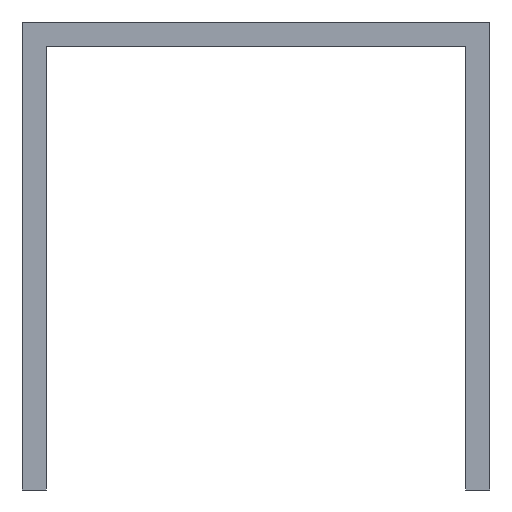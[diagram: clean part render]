
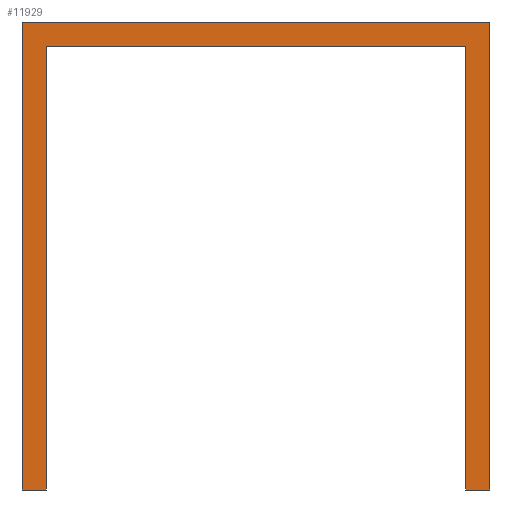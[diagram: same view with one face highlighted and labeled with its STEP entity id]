
A CAD part, front view. The second image highlights one B-rep face of the part: STEP entity #11929.
In plain terms, the highlighted planar face has unit normal (0, -1, 0).
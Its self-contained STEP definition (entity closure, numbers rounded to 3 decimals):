
#438=PLANE('',#13174);
#913=FACE_OUTER_BOUND('',#1904,.T.);
#1904=EDGE_LOOP('',(#9992,#9993,#9994,#9995,#9996,#9997,#9998,#9999));
#2508=LINE('',#18361,#3579);
#2592=LINE('',#18603,#3663);
#2676=LINE('',#18844,#3747);
#2759=LINE('',#19083,#3830);
#2876=LINE('',#19373,#3947);
#2959=LINE('',#19612,#4030);
#3110=LINE('',#19952,#4181);
#3112=LINE('',#19955,#4183);
#3579=VECTOR('',#14826,1000.);
#3663=VECTOR('',#15014,1000.);
#3747=VECTOR('',#15202,1000.);
#3830=VECTOR('',#15389,1000.);
#3947=VECTOR('',#15644,1000.);
#4030=VECTOR('',#15831,1000.);
#4181=VECTOR('',#16154,1000.);
#4183=VECTOR('',#16158,1000.);
#5565=VERTEX_POINT('',#18359);
#5566=VERTEX_POINT('',#18360);
#5671=VERTEX_POINT('',#18601);
#5672=VERTEX_POINT('',#18602);
#5777=VERTEX_POINT('',#18843);
#5881=VERTEX_POINT('',#19082);
#5985=VERTEX_POINT('',#19372);
#6089=VERTEX_POINT('',#19611);
#6802=EDGE_CURVE('',#5565,#5566,#2508,.T.);
#6937=EDGE_CURVE('',#5671,#5672,#2592,.T.);
#7072=EDGE_CURVE('',#5566,#5777,#2676,.T.);
#7206=EDGE_CURVE('',#5881,#5671,#2759,.T.);
#7374=EDGE_CURVE('',#5985,#5565,#2876,.T.);
#7508=EDGE_CURVE('',#5672,#6089,#2959,.T.);
#7710=EDGE_CURVE('',#5777,#5881,#3110,.T.);
#7712=EDGE_CURVE('',#6089,#5985,#3112,.T.);
#9992=ORIENTED_EDGE('',*,*,#7374,.F.);
#9993=ORIENTED_EDGE('',*,*,#7712,.F.);
#9994=ORIENTED_EDGE('',*,*,#7508,.F.);
#9995=ORIENTED_EDGE('',*,*,#6937,.F.);
#9996=ORIENTED_EDGE('',*,*,#7206,.F.);
#9997=ORIENTED_EDGE('',*,*,#7710,.F.);
#9998=ORIENTED_EDGE('',*,*,#7072,.F.);
#9999=ORIENTED_EDGE('',*,*,#6802,.F.);
#11929=ADVANCED_FACE('',(#913),#438,.T.);
#13174=AXIS2_PLACEMENT_3D('',#19958,#16162,#16163);
#14826=DIRECTION('',(-1.,0.,0.));
#15014=DIRECTION('',(1.,0.,0.));
#15202=DIRECTION('',(0.,0.,-1.));
#15389=DIRECTION('',(0.,0.,1.));
#15644=DIRECTION('',(0.,0.,1.));
#15831=DIRECTION('',(0.,0.,-1.));
#16154=DIRECTION('',(-1.,0.,0.));
#16158=DIRECTION('',(-1.,0.,0.));
#16162=DIRECTION('center_axis',(0.,-1.,0.));
#16163=DIRECTION('ref_axis',(0.,0.,-1.));
#18359=CARTESIAN_POINT('',(21.5,0.,0.));
#18360=CARTESIAN_POINT('',(-21.5,0.,0.));
#18361=CARTESIAN_POINT('',(-21.5,0.,0.));
#18601=CARTESIAN_POINT('',(-24.,0.,2.5));
#18602=CARTESIAN_POINT('',(24.,0.,2.5));
#18603=CARTESIAN_POINT('',(24.,0.,2.5));
#18843=CARTESIAN_POINT('',(-21.5,0.,-45.5));
#18844=CARTESIAN_POINT('',(-21.5,0.,0.));
#19082=CARTESIAN_POINT('',(-24.,0.,-45.5));
#19083=CARTESIAN_POINT('',(-24.,0.,-45.5));
#19372=CARTESIAN_POINT('',(21.5,0.,-45.5));
#19373=CARTESIAN_POINT('',(21.5,0.,0.));
#19611=CARTESIAN_POINT('',(24.,0.,-45.5));
#19612=CARTESIAN_POINT('',(24.,0.,-45.5));
#19952=CARTESIAN_POINT('',(-21.5,0.,-45.5));
#19955=CARTESIAN_POINT('',(21.5,0.,-45.5));
#19958=CARTESIAN_POINT('Origin',(0.,0.,0.));
